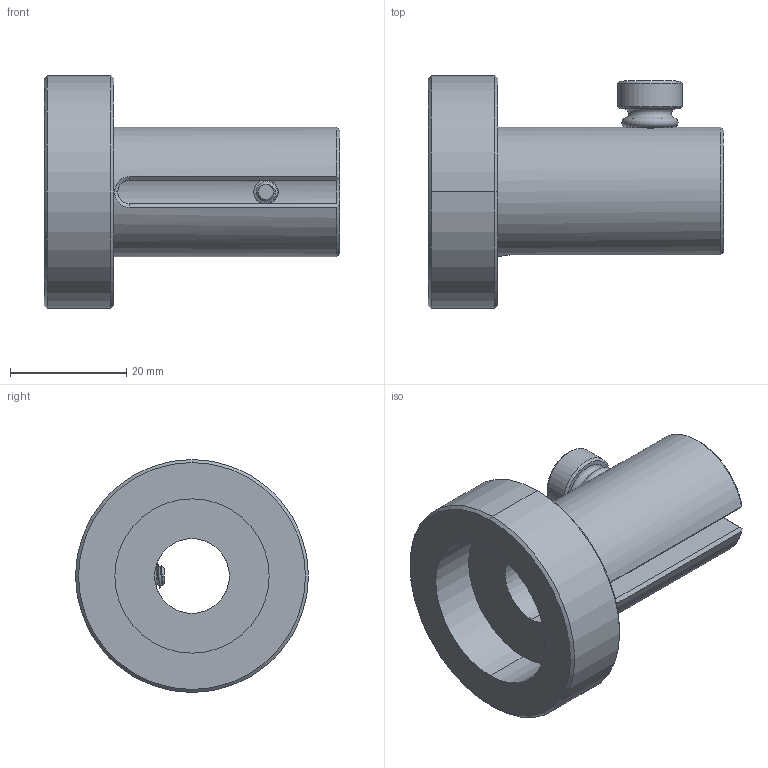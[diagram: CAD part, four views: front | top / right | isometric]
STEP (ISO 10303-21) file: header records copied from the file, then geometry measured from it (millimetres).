
FILE_DESCRIPTION((''),'2;1');
FILE_NAME('155366_SW','2011-05-05T',('banengservice'),('BANNER ENGINEERING'),'PRO/ENGINEER BY PARAMETRIC TECHNOLOGY CORPORATION, 2009141','PRO/ENGINEER BY PARAMETRIC TECHNOLOGY CORPORATION, 2009141','');
FILE_SCHEMA(('CONFIG_CONTROL_DESIGN'));
Length unit declared in the file: inch
Products named in the file (1): 155366_SW
Bounding box: 50.8 x 40.01 x 40.01 mm (x, y, z)
Volume: 18536 mm3; surface area: 10043 mm2
Topology: 1 solids, 1 shells, 69 faces, 161 edges, 99 vertices
Faces by surface type: cylinder 27, plane 17, cone 12, bspline 9, torus 4
Entity records: 4009 total; most frequent: CARTESIAN_POINT 2481, ORIENTED_EDGE 322, DIRECTION 279, EDGE_CURVE 161, AXIS2_PLACEMENT_3D 111, VERTEX_POINT 99, EDGE_LOOP 76, FACE_OUTER_BOUND 69
